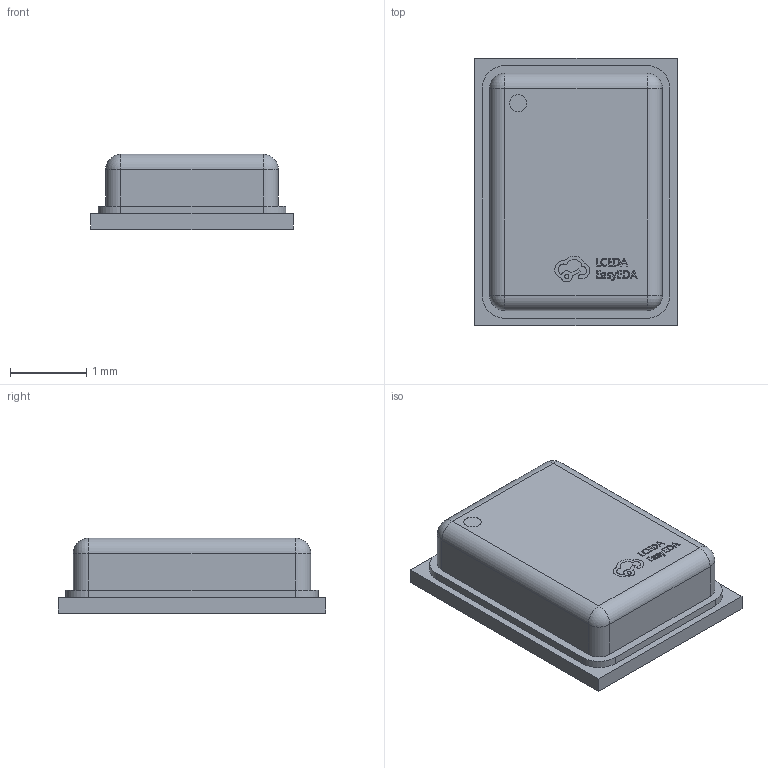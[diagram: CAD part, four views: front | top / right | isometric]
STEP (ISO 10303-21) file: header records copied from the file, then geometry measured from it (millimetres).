
FILE_DESCRIPTION (( 'STEP AP214' ), '1' );
FILE_NAME ('RHLGA-5L_L3.5-W2.7-P0.82-MP23ABS1TR.step', '2022-07-04T13:40:09', ( '' ), ( '' ), 'SwSTEP 2.0', 'SolidWorks 2020', '' );
FILE_SCHEMA (( 'AUTOMOTIVE_DESIGN' ));
Length unit declared in the file: millimetre
Products named in the file (1): RHLGA-5L_L3.5-W2.7-P0.82-MP23ABS1TR
Bounding box: 2.65 x 3.5 x 0.99 mm (x, y, z)
Volume: 7.3 mm3; surface area: 29 mm2
Topology: 1 solids, 1 shells, 347 faces, 919 edges, 606 vertices
Faces by surface type: plane 211, bspline 112, cylinder 20, sphere 4
Entity records: 15676 total; most frequent: CARTESIAN_POINT 3973, ORIENTED_EDGE 1830, DIRECTION 1199, EDGE_CURVE 915, VECTOR 647, LINE 647, VERTEX_POINT 606, EDGE_LOOP 383
